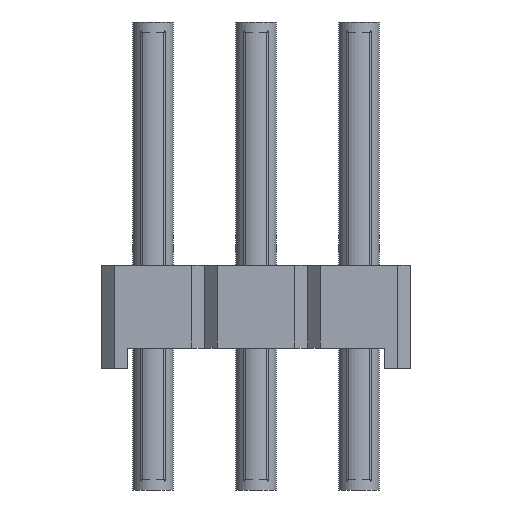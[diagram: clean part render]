
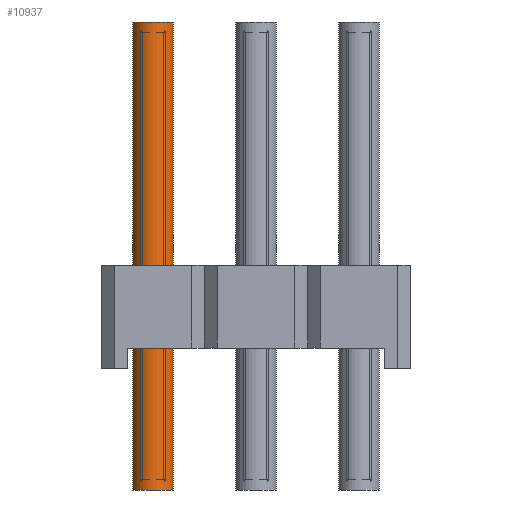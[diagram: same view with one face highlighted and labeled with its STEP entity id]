
A CAD part, left-side view. The second image highlights one B-rep face of the part: STEP entity #10937.
In plain terms, the highlighted cylindrical face has radius 0.5 mm (diameter 1 mm), a full revolution.
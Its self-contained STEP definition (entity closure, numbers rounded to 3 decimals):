
#227=CIRCLE('',#11538,0.5);
#228=CIRCLE('',#11539,0.5);
#648=CYLINDRICAL_SURFACE('',#11537,0.5);
#965=ORIENTED_EDGE('',*,*,#4183,.F.);
#966=ORIENTED_EDGE('',*,*,#4184,.T.);
#4183=EDGE_CURVE('',#5801,#5801,#227,.T.);
#4184=EDGE_CURVE('',#5802,#5802,#228,.T.);
#5801=VERTEX_POINT('',#15895);
#5802=VERTEX_POINT('',#15897);
#9293=EDGE_LOOP('',(#965));
#9294=EDGE_LOOP('',(#966));
#9945=FACE_BOUND('',#9293,.T.);
#9946=FACE_BOUND('',#9294,.T.);
#10937=ADVANCED_FACE('',(#9945,#9946),#648,.F.);
#11537=AXIS2_PLACEMENT_3D('',#15893,#12632,#12633);
#11538=AXIS2_PLACEMENT_3D('',#15894,#12634,#12635);
#11539=AXIS2_PLACEMENT_3D('',#15896,#12636,#12637);
#12632=DIRECTION('',(0.,0.,1.));
#12633=DIRECTION('',(1.,0.,0.));
#12634=DIRECTION('',(0.,0.,-1.));
#12635=DIRECTION('',(1.,0.,0.));
#12636=DIRECTION('',(0.,0.,-1.));
#12637=DIRECTION('',(1.,0.,0.));
#15893=CARTESIAN_POINT('',(0.,0.,0.));
#15894=CARTESIAN_POINT('',(0.,0.,11.54));
#15895=CARTESIAN_POINT('',(0.5,0.,11.54));
#15896=CARTESIAN_POINT('',(0.,0.,0.));
#15897=CARTESIAN_POINT('',(0.5,0.,0.));
